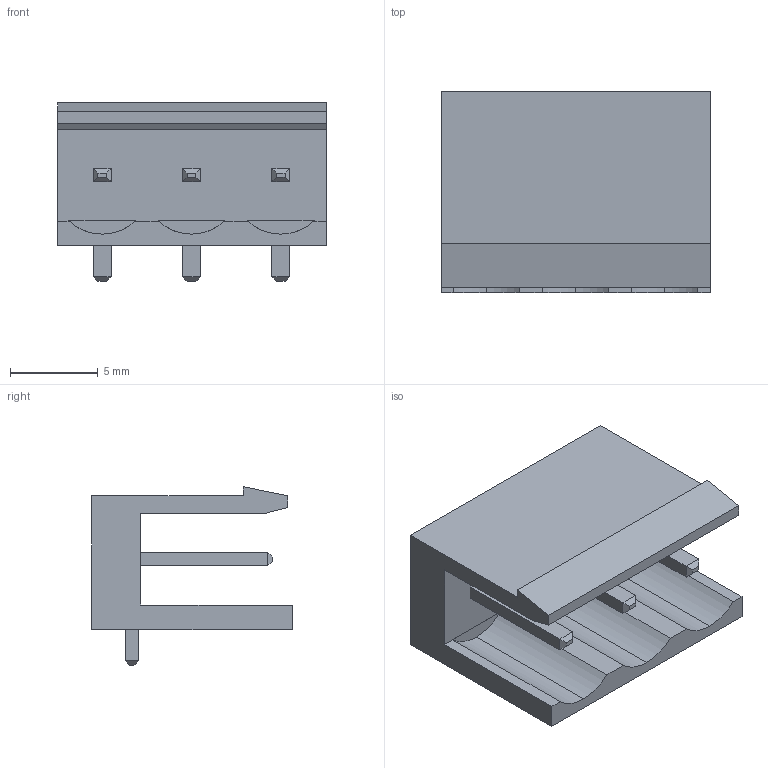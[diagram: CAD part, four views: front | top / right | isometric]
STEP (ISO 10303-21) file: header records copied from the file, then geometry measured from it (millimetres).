
FILE_DESCRIPTION (( 'STEP AP214' ), '1' );
FILE_NAME ('BR8MN1-03.STEP', '2019-11-29T12:31:00', ( '' ), ( '' ), 'SwSTEP 2.0', 'SolidWorks 2018', '' );
FILE_SCHEMA (( 'AUTOMOTIVE_DESIGN' ));
Length unit declared in the file: mil
Products named in the file (1): BR8MN1-03
Bounding box: 15.3 x 11.43 x 10.16 mm (x, y, z)
Volume: 629.3 mm3; surface area: 1088.6 mm2
Topology: 4 solids, 4 shells, 76 faces, 180 edges, 112 vertices
Faces by surface type: plane 70, cylinder 6
Entity records: 3178 total; most frequent: CARTESIAN_POINT 369, ORIENTED_EDGE 360, DIRECTION 352, EDGE_CURVE 180, VECTOR 162, LINE 162, VERTEX_POINT 112, AXIS2_PLACEMENT_3D 95
